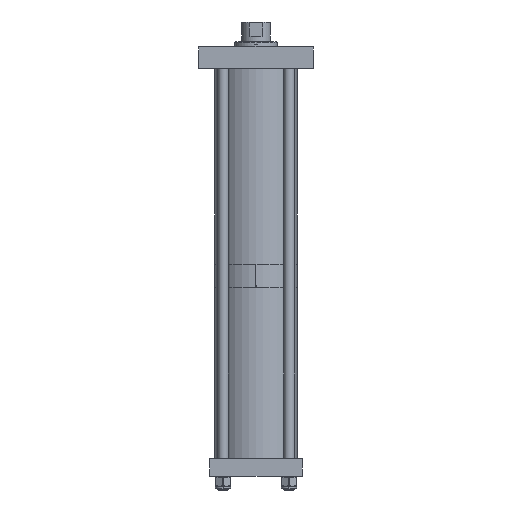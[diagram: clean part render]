
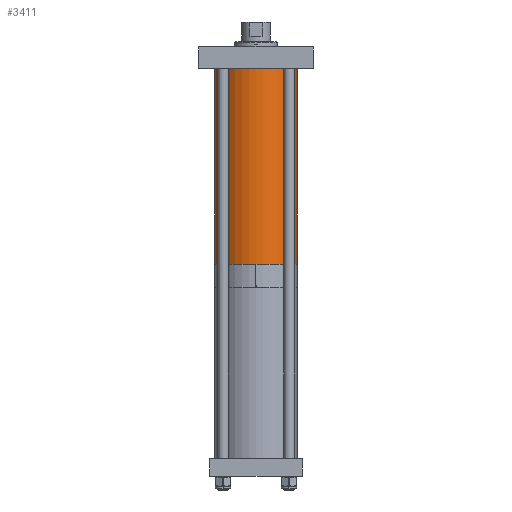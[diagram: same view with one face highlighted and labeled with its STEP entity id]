
A CAD part, front view. The second image highlights one B-rep face of the part: STEP entity #3411.
In plain terms, the highlighted cylindrical face has radius 73.025 mm (diameter 146.05 mm), a partial arc.
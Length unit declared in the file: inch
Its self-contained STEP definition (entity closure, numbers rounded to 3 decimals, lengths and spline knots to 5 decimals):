
#18 = DIRECTION ( 'NONE',  ( -1., 0., 0. ) ) ;
#43 = DIRECTION ( 'NONE',  ( -1., 0., 0. ) ) ;
#327 = AXIS2_PLACEMENT_3D ( 'NONE', #9587, #5140, #782 ) ;
#337 = CARTESIAN_POINT ( 'NONE',  ( 13.734, 0., -2.875 ) ) ;
#459 = VERTEX_POINT ( 'NONE', #783 ) ;
#626 = DIRECTION ( 'NONE',  ( 1., 0., 0. ) ) ;
#782 = DIRECTION ( 'NONE',  ( 0., 0., 1. ) ) ;
#783 = CARTESIAN_POINT ( 'NONE',  ( 13.734, 0., 2.875 ) ) ;
#1255 = VERTEX_POINT ( 'NONE', #1758 ) ;
#1758 = CARTESIAN_POINT ( 'NONE',  ( 0., 0., -2.875 ) ) ;
#2421 = EDGE_CURVE ( 'NONE', #459, #6479, #6477, .T. ) ;
#2626 = CARTESIAN_POINT ( 'NONE',  ( 0., 0., 2.875 ) ) ;
#2724 = CARTESIAN_POINT ( 'NONE',  ( 13.734, 0., 0. ) ) ;
#2954 = EDGE_CURVE ( 'NONE', #459, #3858, #8872, .T. ) ;
#3026 = FACE_OUTER_BOUND ( 'NONE', #6536, .T. ) ;
#3411 = ADVANCED_FACE ( 'NONE', ( #3026 ), #3854, .T. ) ;
#3427 = EDGE_CURVE ( 'NONE', #3858, #1255, #5903, .T. ) ;
#3854 = CYLINDRICAL_SURFACE ( 'NONE', #327, 2.875 ) ;
#3858 = VERTEX_POINT ( 'NONE', #2626 ) ;
#3883 = VECTOR ( 'NONE', #18, 39.37008 ) ;
#4018 = DIRECTION ( 'NONE',  ( 0., 0., -1. ) ) ;
#4398 = CARTESIAN_POINT ( 'NONE',  ( 13.734, 0., -2.875 ) ) ;
#4411 = VECTOR ( 'NONE', #43, 39.37008 ) ;
#4434 = CARTESIAN_POINT ( 'NONE',  ( 13.734, 0., 2.875 ) ) ;
#4970 = CARTESIAN_POINT ( 'NONE',  ( 0., 0., 0. ) ) ;
#5062 = ORIENTED_EDGE ( 'NONE', *, *, #3427, .T. ) ;
#5140 = DIRECTION ( 'NONE',  ( -1., 0., 0. ) ) ;
#5175 = ORIENTED_EDGE ( 'NONE', *, *, #2421, .F. ) ;
#5522 = AXIS2_PLACEMENT_3D ( 'NONE', #4970, #626, #6293 ) ;
#5903 = CIRCLE ( 'NONE', #5522, 2.875 ) ;
#6293 = DIRECTION ( 'NONE',  ( 0., 0., -1. ) ) ;
#6477 = CIRCLE ( 'NONE', #7567, 2.875 ) ;
#6479 = VERTEX_POINT ( 'NONE', #337 ) ;
#6536 = EDGE_LOOP ( 'NONE', ( #7721, #5175, #7243, #5062 ) ) ;
#7243 = ORIENTED_EDGE ( 'NONE', *, *, #2954, .T. ) ;
#7567 = AXIS2_PLACEMENT_3D ( 'NONE', #2724, #8457, #4018 ) ;
#7721 = ORIENTED_EDGE ( 'NONE', *, *, #10098, .F. ) ;
#8457 = DIRECTION ( 'NONE',  ( 1., 0., 0. ) ) ;
#8847 = LINE ( 'NONE', #4398, #3883 ) ;
#8872 = LINE ( 'NONE', #4434, #4411 ) ;
#9587 = CARTESIAN_POINT ( 'NONE',  ( 13.734, 0., 0. ) ) ;
#10098 = EDGE_CURVE ( 'NONE', #6479, #1255, #8847, .T. ) ;
